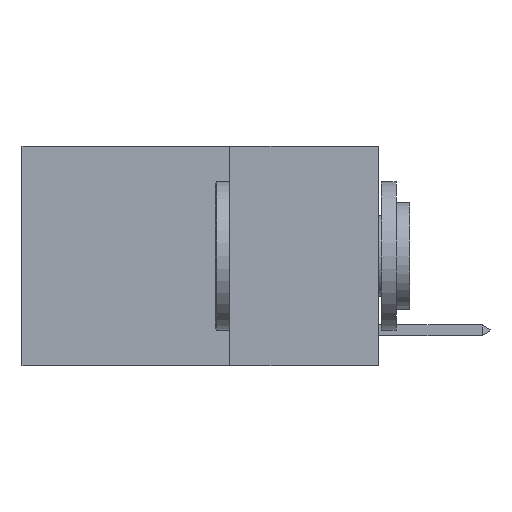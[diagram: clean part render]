
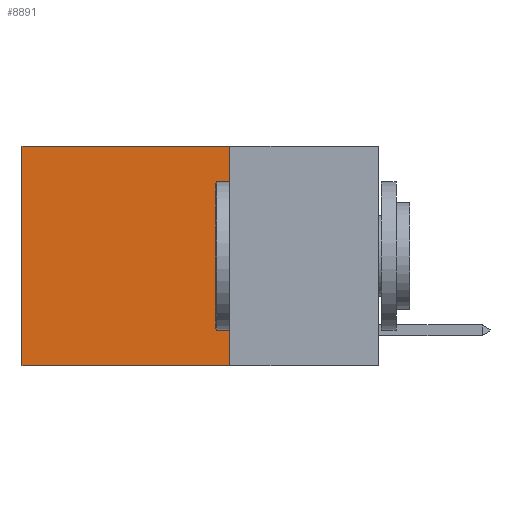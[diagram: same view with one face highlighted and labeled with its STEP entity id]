
A CAD part, left-side view. The second image highlights one B-rep face of the part: STEP entity #8891.
In plain terms, the highlighted planar face has unit normal (-1, 0, 0).
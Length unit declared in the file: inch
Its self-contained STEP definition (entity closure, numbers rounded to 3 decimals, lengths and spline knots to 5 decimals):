
#1926 = DIRECTION ( 'NONE',  ( 0., 0., -1. ) ) ;
#1983 = EDGE_CURVE ( 'NONE', #25586, #3534, #29636, .T. ) ;
#2330 = LINE ( 'NONE', #2610, #26761 ) ;
#2610 = CARTESIAN_POINT ( 'NONE',  ( 0.2625, 0.25, 0. ) ) ;
#3534 = VERTEX_POINT ( 'NONE', #24760 ) ;
#3698 = VECTOR ( 'NONE', #19836, 39.37008 ) ;
#4462 = LINE ( 'NONE', #4812, #16369 ) ;
#4812 = CARTESIAN_POINT ( 'NONE',  ( 0.2625, 0.25, -0.37 ) ) ;
#5019 = DIRECTION ( 'NONE',  ( 0., 1., 0. ) ) ;
#5660 = ORIENTED_EDGE ( 'NONE', *, *, #14338, .T. ) ;
#7192 = DIRECTION ( 'NONE',  ( 0., 1., 0. ) ) ;
#8891 = ADVANCED_FACE ( 'NONE', ( #26633 ), #13796, .F. ) ;
#9323 = CARTESIAN_POINT ( 'NONE',  ( 0.2625, 0.6, 0. ) ) ;
#9856 = VERTEX_POINT ( 'NONE', #10303 ) ;
#9873 = EDGE_CURVE ( 'NONE', #11506, #9856, #20049, .T. ) ;
#10303 = CARTESIAN_POINT ( 'NONE',  ( 0.2625, 0.25, -0.37 ) ) ;
#11402 = CARTESIAN_POINT ( 'NONE',  ( 0.2625, 0.25, 0. ) ) ;
#11506 = VERTEX_POINT ( 'NONE', #19441 ) ;
#11721 = DIRECTION ( 'NONE',  ( 0., 0., -1. ) ) ;
#13796 = PLANE ( 'NONE',  #13805 ) ;
#13805 = AXIS2_PLACEMENT_3D ( 'NONE', #11402, #16184, #1926 ) ;
#14338 = EDGE_CURVE ( 'NONE', #11506, #25586, #2330, .T. ) ;
#15278 = EDGE_LOOP ( 'NONE', ( #19262, #21914, #18265, #5660 ) ) ;
#16184 = DIRECTION ( 'NONE',  ( 1., 0., 0. ) ) ;
#16369 = VECTOR ( 'NONE', #7192, 39.37008 ) ;
#17472 = CARTESIAN_POINT ( 'NONE',  ( 0.2625, 0.25, 0. ) ) ;
#18265 = ORIENTED_EDGE ( 'NONE', *, *, #9873, .F. ) ;
#19262 = ORIENTED_EDGE ( 'NONE', *, *, #1983, .T. ) ;
#19441 = CARTESIAN_POINT ( 'NONE',  ( 0.2625, 0.25, 0. ) ) ;
#19836 = DIRECTION ( 'NONE',  ( 0., 0., -1. ) ) ;
#20049 = LINE ( 'NONE', #17472, #3698 ) ;
#21914 = ORIENTED_EDGE ( 'NONE', *, *, #28857, .F. ) ;
#24760 = CARTESIAN_POINT ( 'NONE',  ( 0.2625, 0.6, -0.37 ) ) ;
#25586 = VERTEX_POINT ( 'NONE', #28405 ) ;
#26633 = FACE_OUTER_BOUND ( 'NONE', #15278, .T. ) ;
#26761 = VECTOR ( 'NONE', #5019, 39.37008 ) ;
#28405 = CARTESIAN_POINT ( 'NONE',  ( 0.2625, 0.6, 0. ) ) ;
#28857 = EDGE_CURVE ( 'NONE', #9856, #3534, #4462, .T. ) ;
#28885 = VECTOR ( 'NONE', #11721, 39.37008 ) ;
#29636 = LINE ( 'NONE', #9323, #28885 ) ;
